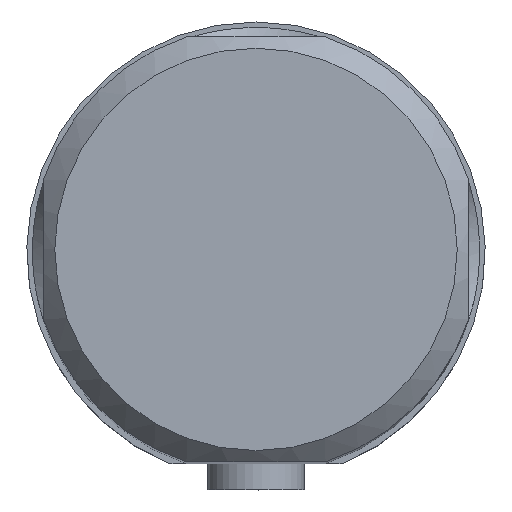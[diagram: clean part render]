
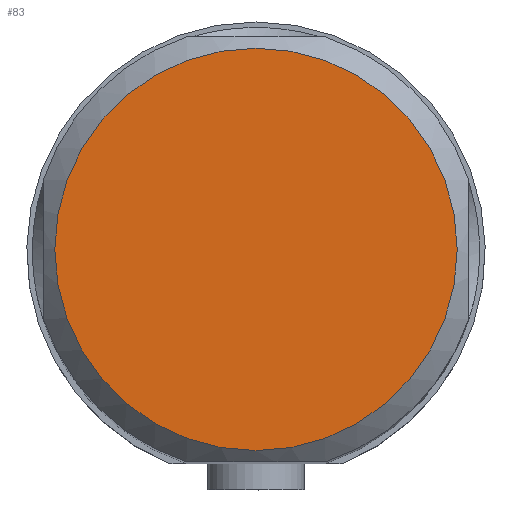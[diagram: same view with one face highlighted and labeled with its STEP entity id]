
A CAD part, top view. The second image highlights one B-rep face of the part: STEP entity #83.
In plain terms, the highlighted planar face has unit normal (0, 0, 1).
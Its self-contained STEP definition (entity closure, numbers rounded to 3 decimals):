
#54=FACE_OUTER_BOUND('',#189,.T.);
#83=ADVANCED_FACE('',(#54),#113,.F.);
#113=PLANE('',#634);
#143=CIRCLE('',#631,26.99);
#189=EDGE_LOOP('',(#339));
#339=ORIENTED_EDGE('',*,*,#521,.F.);
#462=VERTEX_POINT('',#957);
#521=EDGE_CURVE('',#462,#462,#143,.T.);
#631=AXIS2_PLACEMENT_3D('',#956,#734,#735);
#634=AXIS2_PLACEMENT_3D('',#960,#740,#741);
#734=DIRECTION('',(0.,0.,-1.));
#735=DIRECTION('',(-1.,0.,0.));
#740=DIRECTION('',(0.,0.,-1.));
#741=DIRECTION('',(-1.,0.,0.));
#956=CARTESIAN_POINT('',(0.,0.,140.15));
#957=CARTESIAN_POINT('',(-26.99,0.,140.15));
#960=CARTESIAN_POINT('',(0.,0.,140.15));
